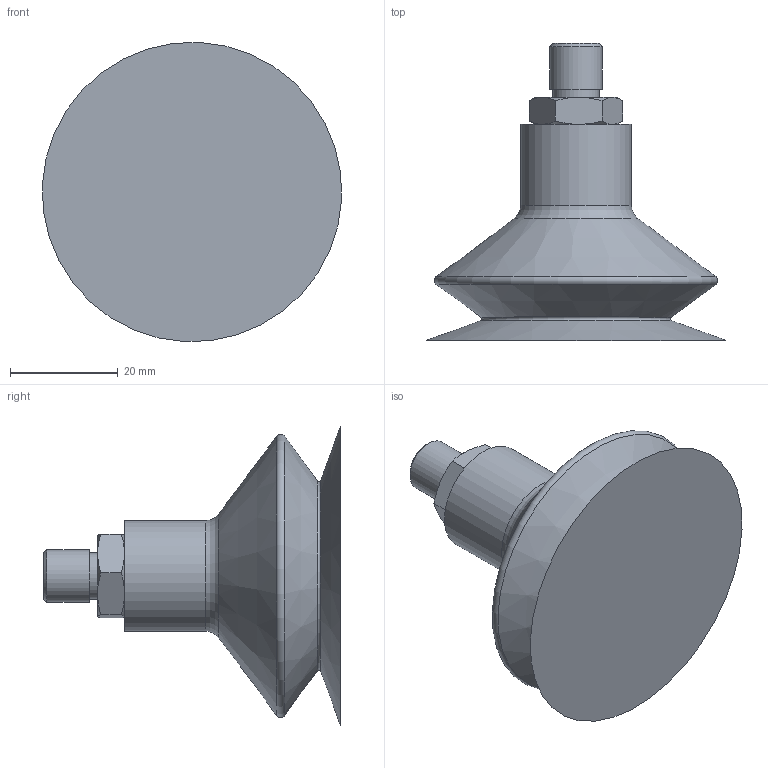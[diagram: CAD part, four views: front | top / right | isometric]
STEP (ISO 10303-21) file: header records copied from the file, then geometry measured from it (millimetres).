
FILE_DESCRIPTION(/* description */ (''),/* implementation_level */ '2;1');
FILE_NAME(/* name */ 'vf56pur_rac7r1-8m.stp',/* time_stamp */ '2020-07-20T10:52:44+02:00',/* author */ ('enginyeria'),/* organization */ (''),/* preprocessor_version */ 'ST-DEVELOPER v17',/* originating_system */ 'Autodesk Inventor 2019',/* authorisation */ '');
FILE_SCHEMA (('CONFIG_CONTROL_DESIGN'));
Length unit declared in the file: millimetre
Products named in the file (1): vf56pur_rac7r1-8m
Bounding box: 55.44 x 55 x 55.44 mm (x, y, z)
Volume: 38329 mm3; surface area: 10298.1 mm2
Topology: 1 solids, 1 shells, 36 faces, 90 edges, 60 vertices
Faces by surface type: cone 17, plane 12, cylinder 4, torus 3
Full cylindrical faces by diameter (mm): 5 x1, 8.566 x1, 9.728 x1, 20.5 x1
Entity records: 1177 total; most frequent: CARTESIAN_POINT 235, DIRECTION 191, ORIENTED_EDGE 180, EDGE_CURVE 90, AXIS2_PLACEMENT_3D 88, VERTEX_POINT 60, CIRCLE 51, EDGE_LOOP 40
